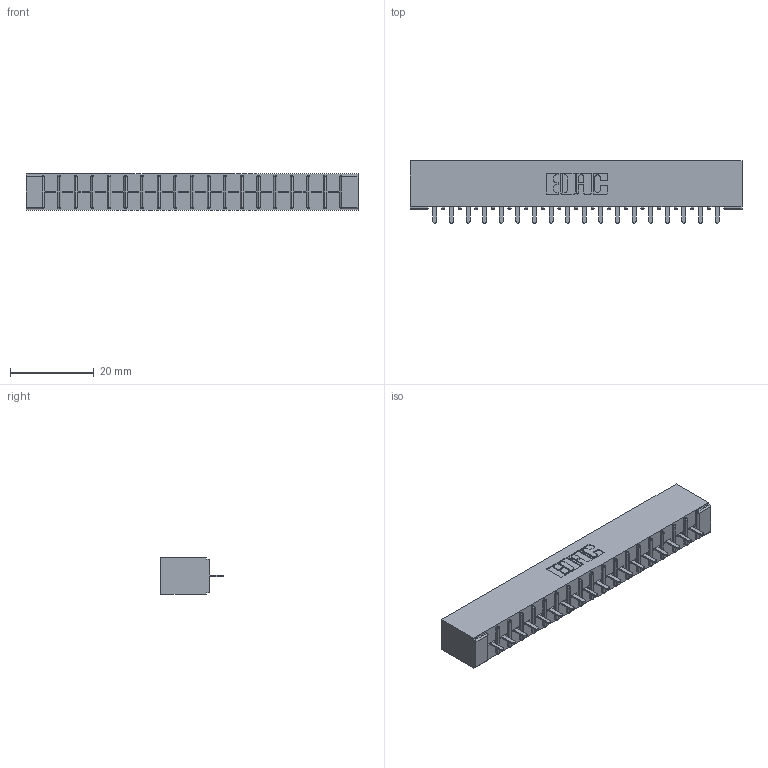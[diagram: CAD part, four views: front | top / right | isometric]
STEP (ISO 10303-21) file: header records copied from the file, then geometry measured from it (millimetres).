
FILE_DESCRIPTION (( 'STEP AP203' ), '1' );
FILE_NAME ('356-018-521-101.STEP', '2018-08-01T19:30:48', ( '' ), ( '' ), 'SwSTEP 2.0', 'SolidWorks 2016', '' );
FILE_SCHEMA (( 'CONFIG_CONTROL_DESIGN' ));
Length unit declared in the file: inch
Products named in the file (3): 306 Part_No Mounting; 306-290-001_121; 356-018-521-101
Assembly tree (19 placements, depth 2):
  356-018-521-101
    306 Part_No Mounting
    306-290-001_121  x18
Bounding box: 79.2 x 14.88 x 8.71 mm (x, y, z)
Volume: 5648.3 mm3; surface area: 8367.8 mm2
Topology: 19 solids, 19 shells, 1368 faces, 3838 edges, 2460 vertices
Faces by surface type: plane 910, cylinder 386, sphere 72
Entity records: 19573 total; most frequent: CARTESIAN_POINT 3281, ORIENTED_EDGE 3248, DIRECTION 3238, EDGE_CURVE 1624, VECTOR 1260, LINE 1260, VERTEX_POINT 1032, AXIS2_PLACEMENT_3D 989
